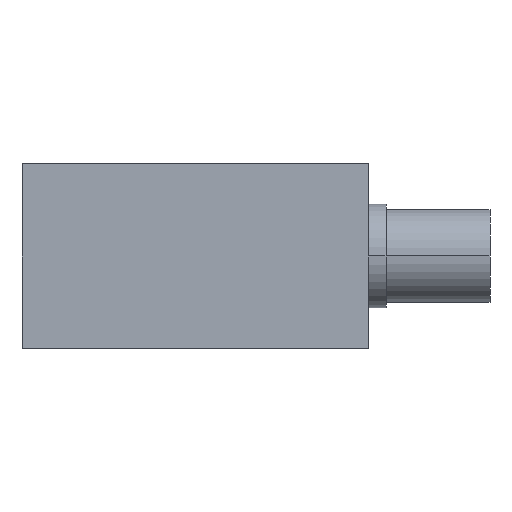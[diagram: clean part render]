
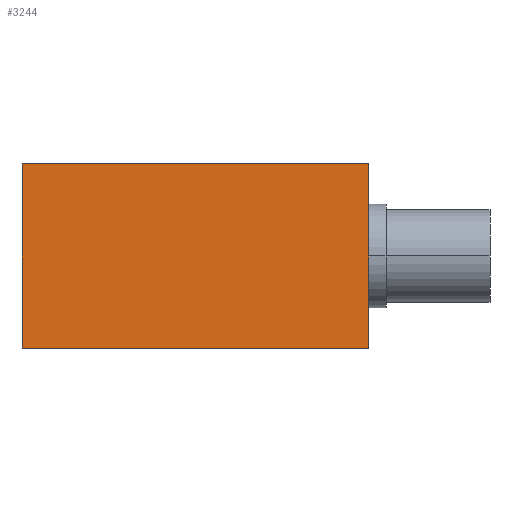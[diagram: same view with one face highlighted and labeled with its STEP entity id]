
A CAD part, front view. The second image highlights one B-rep face of the part: STEP entity #3244.
In plain terms, the highlighted planar face has unit normal (0, -1, 0).
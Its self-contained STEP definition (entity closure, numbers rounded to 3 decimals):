
#2229=CARTESIAN_POINT('',(0.0,0.,16.0));
#2230=VERTEX_POINT('',#2229);
#2239=CARTESIAN_POINT('',(30.001,0.,16.0));
#2240=VERTEX_POINT('',#2239);
#2241=CARTESIAN_POINT('',(30.001,0.,16.0));
#2242=DIRECTION('',(-1.0,0.0,0.0));
#2243=VECTOR('',#2242,30.001);
#2244=LINE('',#2241,#2243);
#2245=EDGE_CURVE('',#2240,#2230,#2244,.T.);
#2896=CARTESIAN_POINT('',(0.0,0.0,0.0));
#2897=VERTEX_POINT('',#2896);
#2904=CARTESIAN_POINT('',(0.0,0.0,0.0));
#2905=DIRECTION('',(0.0,0.0,1.0));
#2906=VECTOR('',#2905,16.0);
#2907=LINE('',#2904,#2906);
#2908=EDGE_CURVE('',#2897,#2230,#2907,.T.);
#3205=CARTESIAN_POINT('',(30.001,0.0,0.0));
#3206=VERTEX_POINT('',#3205);
#3207=CARTESIAN_POINT('',(30.001,0.0,0.0));
#3208=DIRECTION('',(0.0,0.0,1.0));
#3209=VECTOR('',#3208,16.0);
#3210=LINE('',#3207,#3209);
#3211=EDGE_CURVE('',#3206,#2240,#3210,.T.);
#3228=CARTESIAN_POINT('',(30.001,0.0,0.0));
#3229=DIRECTION('',(0.0,-1.0,0.0));
#3230=DIRECTION('',(0.0,0.0,-1.0));
#3231=AXIS2_PLACEMENT_3D('',#3228,#3229,#3230);
#3232=PLANE('',#3231);
#3233=ORIENTED_EDGE('',*,*,#2908,.F.);
#3234=CARTESIAN_POINT('',(0.0,0.0,0.0));
#3235=DIRECTION('',(1.0,0.0,0.0));
#3236=VECTOR('',#3235,30.001);
#3237=LINE('',#3234,#3236);
#3238=EDGE_CURVE('',#2897,#3206,#3237,.T.);
#3239=ORIENTED_EDGE('',*,*,#3238,.T.);
#3240=ORIENTED_EDGE('',*,*,#3211,.T.);
#3241=ORIENTED_EDGE('',*,*,#2245,.T.);
#3242=EDGE_LOOP('',(#3233,#3239,#3240,#3241));
#3243=FACE_OUTER_BOUND('',#3242,.T.);
#3244=ADVANCED_FACE('',(#3243),#3232,.T.);
